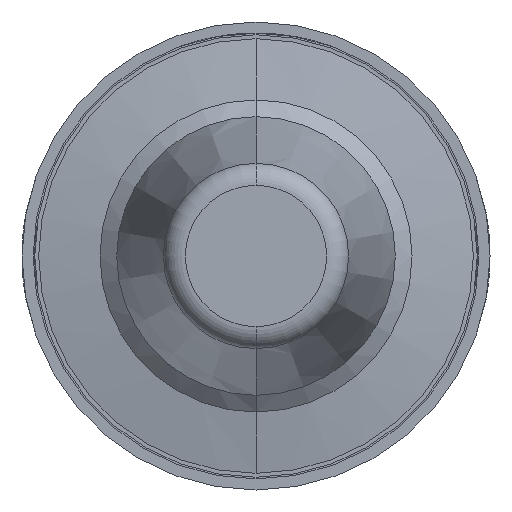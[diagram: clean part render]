
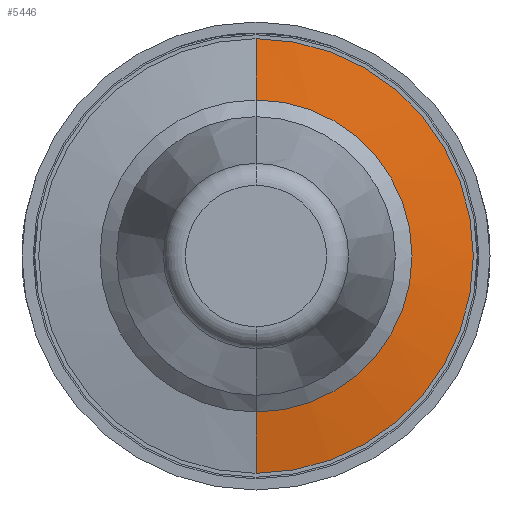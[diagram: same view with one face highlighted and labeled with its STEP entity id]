
A CAD part, front view. The second image highlights one B-rep face of the part: STEP entity #5446.
In plain terms, the highlighted conical face has half-angle 80.134 degrees and reference radius 0.8 mm.
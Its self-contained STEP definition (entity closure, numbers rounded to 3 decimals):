
#66 = DIRECTION ( 'NONE',  ( 0., 0., 1. ) ) ;
#340 = EDGE_CURVE ( 'NONE', #1111, #3912, #4812, .T. ) ;
#469 = CARTESIAN_POINT ( 'NONE',  ( 0., -29.7, 1.95 ) ) ;
#705 = ORIENTED_EDGE ( 'NONE', *, *, #340, .F. ) ;
#779 = AXIS2_PLACEMENT_3D ( 'NONE', #1645, #4284, #5637 ) ;
#853 = FACE_OUTER_BOUND ( 'NONE', #2749, .T. ) ;
#1111 = VERTEX_POINT ( 'NONE', #2103 ) ;
#1264 = CIRCLE ( 'NONE', #779, 1.95 ) ;
#1542 = VECTOR ( 'NONE', #2579, 1000. ) ;
#1560 = EDGE_CURVE ( 'Defeature ausgef�hrt1_21+Defeature ausgef�hrt1_20+Defeature ausgef�hrt1_20+Defeature ausgef�hrt1_20', #3912, #3030, #1264, .T. ) ;
#1645 = CARTESIAN_POINT ( 'NONE',  ( 0., -29.7, 0. ) ) ;
#1692 = DIRECTION ( 'NONE',  ( 0., 0., 1. ) ) ;
#1834 = DIRECTION ( 'NONE',  ( 0., 0.171, -0.985 ) ) ;
#2103 = CARTESIAN_POINT ( 'NONE',  ( 0., -29.886, 0.883 ) ) ;
#2143 = CARTESIAN_POINT ( 'NONE',  ( 0., -29.9, 0. ) ) ;
#2322 = ORIENTED_EDGE ( 'NONE', *, *, #1560, .F. ) ;
#2579 = DIRECTION ( 'NONE',  ( 0., 0.171, 0.985 ) ) ;
#2643 = ORIENTED_EDGE ( 'NONE', *, *, #5243, .T. ) ;
#2749 = EDGE_LOOP ( 'NONE', ( #5084, #2643, #2322, #705 ) ) ;
#2965 = VERTEX_POINT ( 'NONE', #2977 ) ;
#2977 = CARTESIAN_POINT ( 'NONE',  ( 0., -29.886, -0.883 ) ) ;
#3030 = VERTEX_POINT ( 'NONE', #4438 ) ;
#3435 = CONICAL_SURFACE ( 'NONE', #5643, 0.8, 1.399 ) ;
#3446 = DIRECTION ( 'NONE',  ( 0., 1., 0. ) ) ;
#3567 = CARTESIAN_POINT ( 'NONE',  ( 0., -29.9, -0.8 ) ) ;
#3912 = VERTEX_POINT ( 'NONE', #469 ) ;
#4021 = CARTESIAN_POINT ( 'NONE',  ( 0., -29.886, 0. ) ) ;
#4106 = AXIS2_PLACEMENT_3D ( 'NONE', #4021, #5307, #66 ) ;
#4211 = CIRCLE ( 'NONE', #4106, 0.883 ) ;
#4284 = DIRECTION ( 'NONE',  ( 0., 1., 0. ) ) ;
#4438 = CARTESIAN_POINT ( 'NONE',  ( 0., -29.7, -1.95 ) ) ;
#4812 = LINE ( 'NONE', #5203, #1542 ) ;
#4881 = VECTOR ( 'NONE', #1834, 1000. ) ;
#5003 = EDGE_CURVE ( 'Defeature ausgef�hrt1_20+Defeature ausgef�hrt1_24+Defeature ausgef�hrt1_24+Defeature ausgef�hrt1_24', #1111, #2965, #4211, .T. ) ;
#5084 = ORIENTED_EDGE ( 'NONE', *, *, #5003, .T. ) ;
#5203 = CARTESIAN_POINT ( 'NONE',  ( 0., -29.9, 0.8 ) ) ;
#5243 = EDGE_CURVE ( 'NONE', #2965, #3030, #5622, .T. ) ;
#5307 = DIRECTION ( 'NONE',  ( 0., 1., 0. ) ) ;
#5446 = ADVANCED_FACE ( 'Defeature ausgef�hrt1_20', ( #853 ), #3435, .T. ) ;
#5622 = LINE ( 'NONE', #3567, #4881 ) ;
#5637 = DIRECTION ( 'NONE',  ( 0., 0., 1. ) ) ;
#5643 = AXIS2_PLACEMENT_3D ( 'NONE', #2143, #3446, #1692 ) ;
